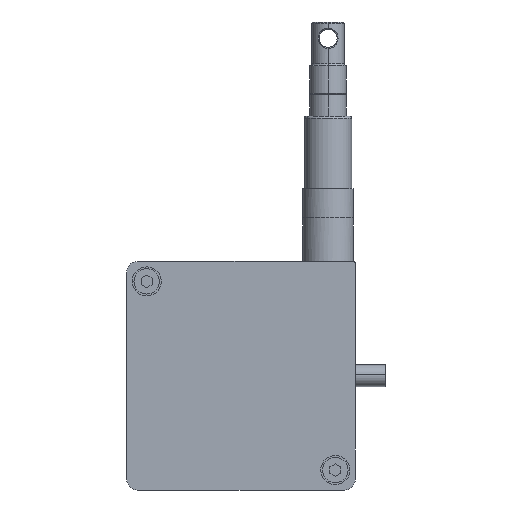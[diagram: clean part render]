
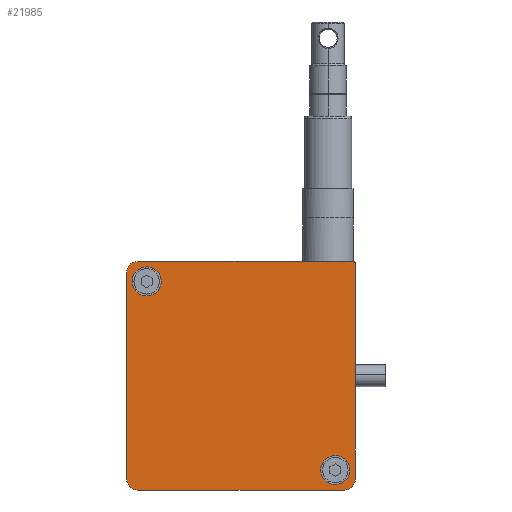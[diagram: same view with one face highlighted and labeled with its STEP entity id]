
A CAD part, left-side view. The second image highlights one B-rep face of the part: STEP entity #21985.
In plain terms, the highlighted planar face has unit normal (-1, 0, 0).
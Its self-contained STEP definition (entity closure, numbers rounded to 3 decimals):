
#21541=CARTESIAN_POINT('Axis2P3D Location',(-18.,26.,26.)) ;
#21545=CARTESIAN_POINT('Vertex',(-18.,29.51,27.918)) ;
#21547=CARTESIAN_POINT('Vertex',(-18.,22.49,24.082)) ;
#21567=CARTESIAN_POINT('Axis2P3D Location',(-18.,26.,26.)) ;
#21621=CARTESIAN_POINT('Axis2P3D Location',(-18.,-26.,-26.)) ;
#21625=CARTESIAN_POINT('Vertex',(-18.,-29.51,-27.918)) ;
#21627=CARTESIAN_POINT('Vertex',(-18.,-22.49,-24.082)) ;
#21647=CARTESIAN_POINT('Axis2P3D Location',(-18.,-26.,-26.)) ;
#21707=CARTESIAN_POINT('Axis2P3D Location',(-18.,28.5,28.5)) ;
#21711=CARTESIAN_POINT('Vertex',(-18.,31.5,28.5)) ;
#21713=CARTESIAN_POINT('Vertex',(-18.,28.5,31.5)) ;
#21747=CARTESIAN_POINT('Line Origine',(-18.,31.5,0.)) ;
#21751=CARTESIAN_POINT('Vertex',(-18.,31.5,-28.5)) ;
#21778=CARTESIAN_POINT('Axis2P3D Location',(-18.,28.5,-28.5)) ;
#21782=CARTESIAN_POINT('Vertex',(-18.,28.5,-31.5)) ;
#21809=CARTESIAN_POINT('Line Origine',(-18.,0.,-31.5)) ;
#21813=CARTESIAN_POINT('Vertex',(-18.,-28.5,-31.5)) ;
#21840=CARTESIAN_POINT('Axis2P3D Location',(-18.,-28.5,-28.5)) ;
#21844=CARTESIAN_POINT('Vertex',(-18.,-31.5,-28.5)) ;
#21878=CARTESIAN_POINT('Line Origine',(-18.,-1.25,31.5)) ;
#21882=CARTESIAN_POINT('Vertex',(-18.,-31.,31.5)) ;
#21902=CARTESIAN_POINT('Line Origine',(-18.,-31.5,1.25)) ;
#21906=CARTESIAN_POINT('Vertex',(-18.,-31.5,31.)) ;
#21957=CARTESIAN_POINT('Axis2P3D Location',(-18.,0.,0.)) ;
#21962=CARTESIAN_POINT('Axis2P3D Location',(-18.,-31.,31.)) ;
#21542=DIRECTION('Axis2P3D Direction',(1.,0.,-0.)) ;
#21568=DIRECTION('Axis2P3D Direction',(1.,0.,-0.)) ;
#21622=DIRECTION('Axis2P3D Direction',(1.,0.,-0.)) ;
#21648=DIRECTION('Axis2P3D Direction',(1.,0.,-0.)) ;
#21708=DIRECTION('Axis2P3D Direction',(-1.,0.,0.)) ;
#21748=DIRECTION('Vector Direction',(0.,0.,-1.)) ;
#21779=DIRECTION('Axis2P3D Direction',(-1.,0.,0.)) ;
#21810=DIRECTION('Vector Direction',(0.,-1.,0.)) ;
#21841=DIRECTION('Axis2P3D Direction',(-1.,0.,0.)) ;
#21879=DIRECTION('Vector Direction',(0.,1.,0.)) ;
#21903=DIRECTION('Vector Direction',(0.,0.,1.)) ;
#21958=DIRECTION('Axis2P3D Direction',(1.,0.,0.)) ;
#21959=DIRECTION('Axis2P3D XDirection',(0.,1.,0.)) ;
#21963=DIRECTION('Axis2P3D Direction',(1.,0.,0.)) ;
#21543=AXIS2_PLACEMENT_3D('Circle Axis2P3D',#21541,#21542,$) ;
#21569=AXIS2_PLACEMENT_3D('Circle Axis2P3D',#21567,#21568,$) ;
#21623=AXIS2_PLACEMENT_3D('Circle Axis2P3D',#21621,#21622,$) ;
#21649=AXIS2_PLACEMENT_3D('Circle Axis2P3D',#21647,#21648,$) ;
#21709=AXIS2_PLACEMENT_3D('Circle Axis2P3D',#21707,#21708,$) ;
#21780=AXIS2_PLACEMENT_3D('Circle Axis2P3D',#21778,#21779,$) ;
#21842=AXIS2_PLACEMENT_3D('Circle Axis2P3D',#21840,#21841,$) ;
#21960=AXIS2_PLACEMENT_3D('Plane Axis2P3D',#21957,#21958,#21959) ;
#21964=AXIS2_PLACEMENT_3D('Circle Axis2P3D',#21962,#21963,$) ;
#21968=ORIENTED_EDGE('',*,*,#21966,.F.) ;
#21969=ORIENTED_EDGE('',*,*,#21884,.F.) ;
#21970=ORIENTED_EDGE('',*,*,#21715,.F.) ;
#21971=ORIENTED_EDGE('',*,*,#21753,.F.) ;
#21972=ORIENTED_EDGE('',*,*,#21784,.F.) ;
#21973=ORIENTED_EDGE('',*,*,#21815,.F.) ;
#21974=ORIENTED_EDGE('',*,*,#21846,.F.) ;
#21975=ORIENTED_EDGE('',*,*,#21908,.F.) ;
#21978=ORIENTED_EDGE('',*,*,#21651,.T.) ;
#21979=ORIENTED_EDGE('',*,*,#21629,.T.) ;
#21982=ORIENTED_EDGE('',*,*,#21571,.T.) ;
#21983=ORIENTED_EDGE('',*,*,#21549,.T.) ;
#21980=FACE_BOUND('',#21977,.T.) ;
#21984=FACE_BOUND('',#21981,.T.) ;
#21749=VECTOR('Line Direction',#21748,1.) ;
#21811=VECTOR('Line Direction',#21810,1.) ;
#21880=VECTOR('Line Direction',#21879,1.) ;
#21904=VECTOR('Line Direction',#21903,1.) ;
#21985=ADVANCED_FACE('\X2\96F64EF651E04F554F53\X0\',(#21976,#21980,#21984),#21961,.F.) ;
#21544=CIRCLE('generated circle',#21543,4.) ;
#21570=CIRCLE('generated circle',#21569,4.) ;
#21624=CIRCLE('generated circle',#21623,4.) ;
#21650=CIRCLE('generated circle',#21649,4.) ;
#21710=CIRCLE('generated circle',#21709,3.) ;
#21781=CIRCLE('generated circle',#21780,3.) ;
#21843=CIRCLE('generated circle',#21842,3.) ;
#21965=CIRCLE('generated circle',#21964,0.5) ;
#21549=EDGE_CURVE('',#21546,#21548,#21544,.T.) ;
#21571=EDGE_CURVE('',#21548,#21546,#21570,.T.) ;
#21629=EDGE_CURVE('',#21626,#21628,#21624,.T.) ;
#21651=EDGE_CURVE('',#21628,#21626,#21650,.T.) ;
#21715=EDGE_CURVE('',#21712,#21714,#21710,.F.) ;
#21753=EDGE_CURVE('',#21752,#21712,#21750,.F.) ;
#21784=EDGE_CURVE('',#21783,#21752,#21781,.F.) ;
#21815=EDGE_CURVE('',#21814,#21783,#21812,.F.) ;
#21846=EDGE_CURVE('',#21845,#21814,#21843,.F.) ;
#21884=EDGE_CURVE('',#21714,#21883,#21881,.F.) ;
#21908=EDGE_CURVE('',#21907,#21845,#21905,.F.) ;
#21966=EDGE_CURVE('',#21883,#21907,#21965,.T.) ;
#21967=EDGE_LOOP('',(#21968,#21969,#21970,#21971,#21972,#21973,#21974,#21975)) ;
#21977=EDGE_LOOP('',(#21978,#21979)) ;
#21981=EDGE_LOOP('',(#21982,#21983)) ;
#21976=FACE_OUTER_BOUND('',#21967,.T.) ;
#21750=LINE('Line',#21747,#21749) ;
#21812=LINE('Line',#21809,#21811) ;
#21881=LINE('Line',#21878,#21880) ;
#21905=LINE('Line',#21902,#21904) ;
#21961=PLANE('',#21960) ;
#21546=VERTEX_POINT('',#21545) ;
#21548=VERTEX_POINT('',#21547) ;
#21626=VERTEX_POINT('',#21625) ;
#21628=VERTEX_POINT('',#21627) ;
#21712=VERTEX_POINT('',#21711) ;
#21714=VERTEX_POINT('',#21713) ;
#21752=VERTEX_POINT('',#21751) ;
#21783=VERTEX_POINT('',#21782) ;
#21814=VERTEX_POINT('',#21813) ;
#21845=VERTEX_POINT('',#21844) ;
#21883=VERTEX_POINT('',#21882) ;
#21907=VERTEX_POINT('',#21906) ;
